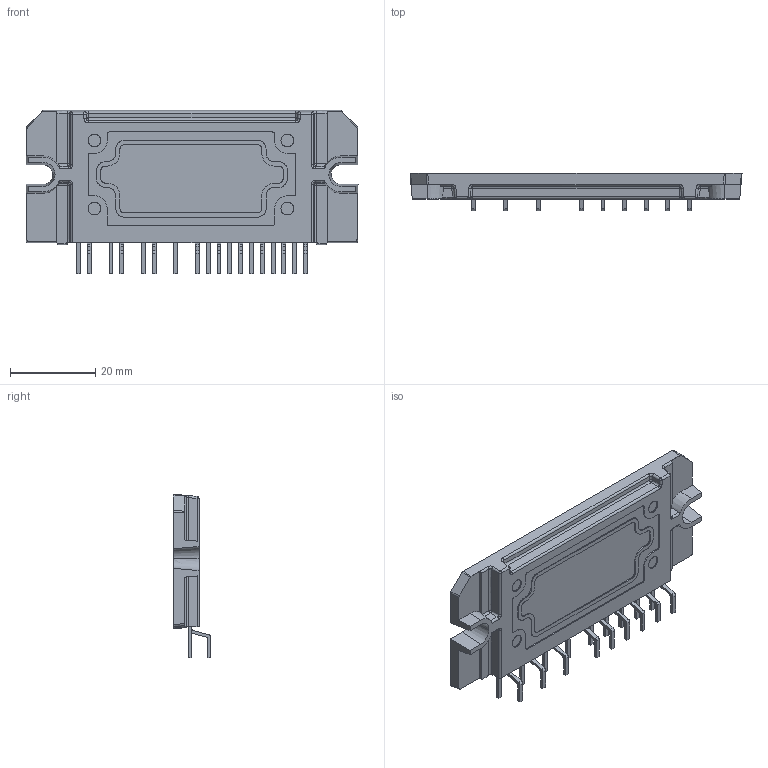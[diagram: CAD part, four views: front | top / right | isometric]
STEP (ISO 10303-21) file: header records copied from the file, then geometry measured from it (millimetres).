
FILE_DESCRIPTION((''),'2;1');
FILE_NAME('IR_IRAM136-3063B.stp','2014-12-18T09:53:13',(''),(''),'Mechanical Desktop 2011','Mechanical Desktop 2011',', , ');
FILE_SCHEMA(('AUTOMOTIVE_DESIGN { 1 2 10303 214 1 1 1 1 }'));
Length unit declared in the file: millimetre
Products named in the file (1): Product
Bounding box: 78 x 8.7 x 38.4 mm (x, y, z)
Volume: 11957 mm3; surface area: 6669 mm2
Topology: 19 solids, 19 shells, 397 faces, 1012 edges, 660 vertices
Faces by surface type: bspline 178, plane 173, cylinder 36, sphere 10
Entity records: 15307 total; most frequent: CARTESIAN_POINT 6785, ORIENTED_EDGE 2024, DIRECTION 1235, EDGE_CURVE 1012, VERTEX_POINT 660, VECTOR 523, LINE 523, EDGE_LOOP 404
